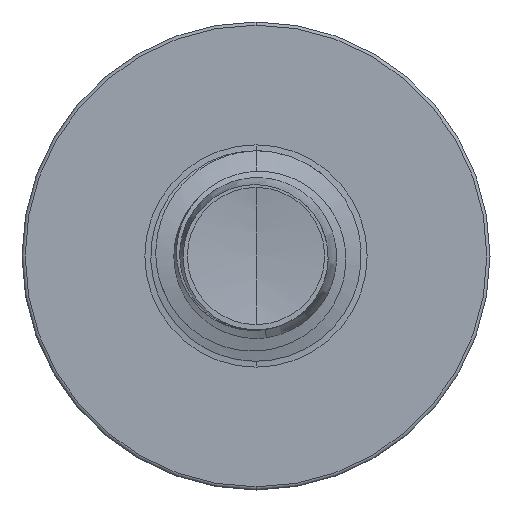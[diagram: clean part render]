
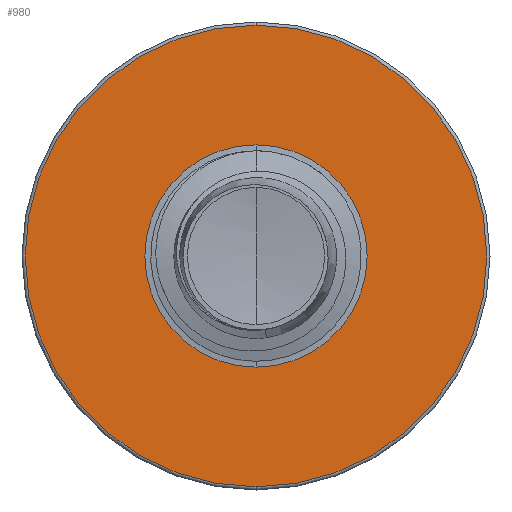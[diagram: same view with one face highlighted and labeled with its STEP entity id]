
A CAD part, front view. The second image highlights one B-rep face of the part: STEP entity #980.
In plain terms, the highlighted planar face has unit normal (0, -1, 0).
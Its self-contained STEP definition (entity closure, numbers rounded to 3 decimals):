
#164 = AXIS2_PLACEMENT_3D ( 'NONE', #11054, #11044, #11033 ) ;
#196 = AXIS2_PLACEMENT_3D ( 'NONE', #11169, #11154, #11138 ) ;
#415 = EDGE_LOOP ( 'NONE', ( #10644, #10006 ) ) ;
#488 = DIRECTION ( 'NONE',  ( 0., 0., 1. ) ) ;
#492 = DIRECTION ( 'NONE',  ( 0., 1., 0. ) ) ;
#510 = CARTESIAN_POINT ( 'NONE',  ( 0., 3.5, 0. ) ) ;
#555 = DIRECTION ( 'NONE',  ( 0., 0., 1. ) ) ;
#558 = DIRECTION ( 'NONE',  ( 0., 1., 0. ) ) ;
#577 = CARTESIAN_POINT ( 'NONE',  ( 0., 3.5, 0. ) ) ;
#980 = ADVANCED_FACE ( 'NONE', ( #10447, #9576 ), #9996, .F. ) ;
#1898 = AXIS2_PLACEMENT_3D ( 'NONE', #510, #492, #488 ) ;
#1927 = AXIS2_PLACEMENT_3D ( 'NONE', #577, #558, #555 ) ;
#2354 = EDGE_CURVE ( 'NONE', #11705, #10448, #9136, .T. ) ;
#2434 = EDGE_CURVE ( 'NONE', #6216, #9412, #6605, .T. ) ;
#2849 = DIRECTION ( 'NONE',  ( 0., 0., 1. ) ) ;
#2927 = CARTESIAN_POINT ( 'NONE',  ( 0., 3.5, -2.375 ) ) ;
#3053 = CIRCLE ( 'NONE', #164, 4.932 ) ;
#3643 = EDGE_CURVE ( 'NONE', #9412, #6216, #9227, .T. ) ;
#3648 = EDGE_CURVE ( 'NONE', #10448, #11705, #3053, .T. ) ;
#4100 = CARTESIAN_POINT ( 'NONE',  ( 0., 3.5, 4.933 ) ) ;
#4507 = CARTESIAN_POINT ( 'NONE',  ( 0., 3.5, -4.932 ) ) ;
#4844 = ORIENTED_EDGE ( 'NONE', *, *, #2354, .F. ) ;
#4868 = CARTESIAN_POINT ( 'NONE',  ( 0., 3.5, 2.375 ) ) ;
#6216 = VERTEX_POINT ( 'NONE', #11197 ) ;
#6605 = CIRCLE ( 'NONE', #1898, 2.375 ) ;
#9136 = CIRCLE ( 'NONE', #1927, 4.932 ) ;
#9227 = CIRCLE ( 'NONE', #196, 2.375 ) ;
#9249 = ORIENTED_EDGE ( 'NONE', *, *, #3648, .F. ) ;
#9412 = VERTEX_POINT ( 'NONE', #4868 ) ;
#9576 = FACE_BOUND ( 'NONE', #415, .T. ) ;
#9983 = DIRECTION ( 'NONE',  ( 0., 1., 0. ) ) ;
#9996 = PLANE ( 'NONE',  #10121 ) ;
#10006 = ORIENTED_EDGE ( 'NONE', *, *, #2434, .T. ) ;
#10121 = AXIS2_PLACEMENT_3D ( 'NONE', #2927, #9983, #2849 ) ;
#10447 = FACE_OUTER_BOUND ( 'NONE', #11268, .T. ) ;
#10448 = VERTEX_POINT ( 'NONE', #4507 ) ;
#10644 = ORIENTED_EDGE ( 'NONE', *, *, #3643, .T. ) ;
#11033 = DIRECTION ( 'NONE',  ( 0., 0., 1. ) ) ;
#11044 = DIRECTION ( 'NONE',  ( 0., 1., 0. ) ) ;
#11054 = CARTESIAN_POINT ( 'NONE',  ( 0., 3.5, 0. ) ) ;
#11138 = DIRECTION ( 'NONE',  ( 0., 0., 1. ) ) ;
#11154 = DIRECTION ( 'NONE',  ( 0., 1., 0. ) ) ;
#11169 = CARTESIAN_POINT ( 'NONE',  ( 0., 3.5, 0. ) ) ;
#11197 = CARTESIAN_POINT ( 'NONE',  ( 0., 3.5, -2.375 ) ) ;
#11268 = EDGE_LOOP ( 'NONE', ( #4844, #9249 ) ) ;
#11705 = VERTEX_POINT ( 'NONE', #4100 ) ;
